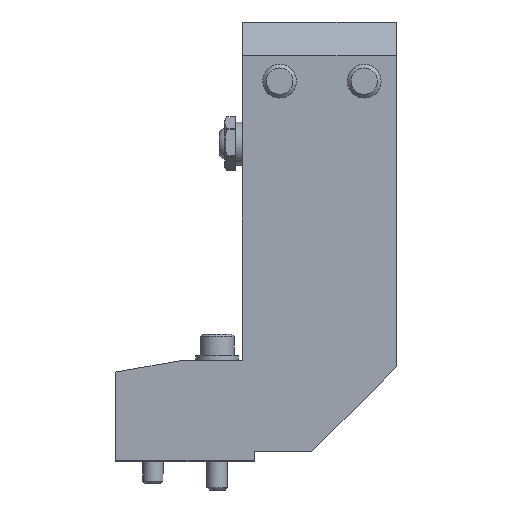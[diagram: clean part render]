
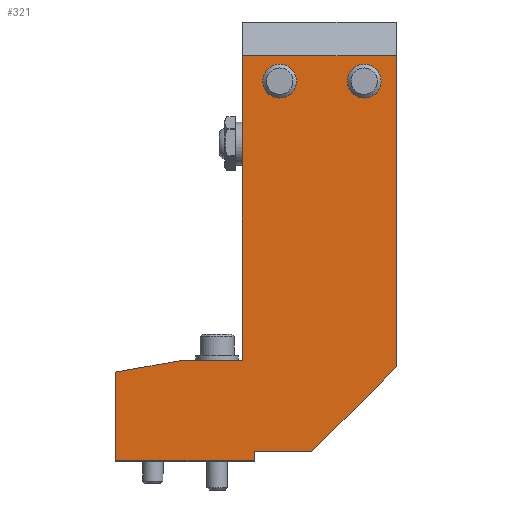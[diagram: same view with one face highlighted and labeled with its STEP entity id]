
A CAD part, front view. The second image highlights one B-rep face of the part: STEP entity #321.
In plain terms, the highlighted planar face has unit normal (0, -1, 0).
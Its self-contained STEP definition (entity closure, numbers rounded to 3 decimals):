
#133=FACE_BOUND('',#1084,.T.);
#134=FACE_BOUND('',#1085,.T.);
#135=FACE_BOUND('',#1086,.T.);
#321=ADVANCED_FACE('',(#133,#134,#135),#607,.T.);
#607=PLANE('',#5485);
#1084=EDGE_LOOP('',(#2647));
#1085=EDGE_LOOP('',(#2648));
#1086=EDGE_LOOP('',(#2649,#2650,#2651,#2652,#2653,#2654,#2655,#2656,#2657,
#2658));
#1453=LINE('',#7647,#2004);
#1454=LINE('',#7650,#2005);
#1455=LINE('',#7652,#2006);
#1456=LINE('',#7654,#2007);
#1457=LINE('',#7656,#2008);
#1458=LINE('',#7658,#2009);
#1459=LINE('',#7660,#2010);
#1460=LINE('',#7662,#2011);
#1461=LINE('',#7664,#2012);
#1462=LINE('',#7666,#2013);
#2004=VECTOR('',#6149,1.);
#2005=VECTOR('',#6150,1.);
#2006=VECTOR('',#6151,1.);
#2007=VECTOR('',#6152,1.);
#2008=VECTOR('',#6153,1.);
#2009=VECTOR('',#6154,1.);
#2010=VECTOR('',#6155,1.);
#2011=VECTOR('',#6156,1.);
#2012=VECTOR('',#6157,1.);
#2013=VECTOR('',#6158,1.);
#2647=ORIENTED_EDGE('',*,*,#4649,.F.);
#2648=ORIENTED_EDGE('',*,*,#4650,.F.);
#2649=ORIENTED_EDGE('',*,*,#4651,.T.);
#2650=ORIENTED_EDGE('',*,*,#4652,.T.);
#2651=ORIENTED_EDGE('',*,*,#4653,.T.);
#2652=ORIENTED_EDGE('',*,*,#4654,.T.);
#2653=ORIENTED_EDGE('',*,*,#4655,.T.);
#2654=ORIENTED_EDGE('',*,*,#4656,.T.);
#2655=ORIENTED_EDGE('',*,*,#4657,.T.);
#2656=ORIENTED_EDGE('',*,*,#4658,.T.);
#2657=ORIENTED_EDGE('',*,*,#4659,.T.);
#2658=ORIENTED_EDGE('',*,*,#4660,.T.);
#4109=VERTEX_POINT('',#7644);
#4110=VERTEX_POINT('',#7646);
#4111=VERTEX_POINT('',#7648);
#4112=VERTEX_POINT('',#7649);
#4113=VERTEX_POINT('',#7651);
#4114=VERTEX_POINT('',#7653);
#4115=VERTEX_POINT('',#7655);
#4116=VERTEX_POINT('',#7657);
#4117=VERTEX_POINT('',#7659);
#4118=VERTEX_POINT('',#7661);
#4119=VERTEX_POINT('',#7663);
#4120=VERTEX_POINT('',#7665);
#4649=EDGE_CURVE('',#4109,#4109,#5280,.T.);
#4650=EDGE_CURVE('',#4110,#4110,#5281,.T.);
#4651=EDGE_CURVE('',#4111,#4112,#1453,.T.);
#4652=EDGE_CURVE('',#4112,#4113,#1454,.T.);
#4653=EDGE_CURVE('',#4113,#4114,#1455,.T.);
#4654=EDGE_CURVE('',#4114,#4115,#1456,.T.);
#4655=EDGE_CURVE('',#4115,#4116,#1457,.T.);
#4656=EDGE_CURVE('',#4116,#4117,#1458,.T.);
#4657=EDGE_CURVE('',#4117,#4118,#1459,.T.);
#4658=EDGE_CURVE('',#4118,#4119,#1460,.T.);
#4659=EDGE_CURVE('',#4119,#4120,#1461,.T.);
#4660=EDGE_CURVE('',#4120,#4111,#1462,.T.);
#5280=CIRCLE('',#5483,5.);
#5281=CIRCLE('',#5484,5.);
#5483=AXIS2_PLACEMENT_3D('',#7643,#6145,#6146);
#5484=AXIS2_PLACEMENT_3D('',#7645,#6147,#6148);
#5485=AXIS2_PLACEMENT_3D('',#7667,#6159,#6160);
#6145=DIRECTION('',(0.,-1.,0.));
#6146=DIRECTION('',(0.,0.,-1.));
#6147=DIRECTION('',(0.,-1.,0.));
#6148=DIRECTION('',(0.,0.,-1.));
#6149=DIRECTION('',(-1.,0.,0.));
#6150=DIRECTION('',(-0.985,0.,-0.174));
#6151=DIRECTION('',(0.,0.,-1.));
#6152=DIRECTION('',(1.,0.,0.));
#6153=DIRECTION('',(0.,0.,1.));
#6154=DIRECTION('',(1.,0.,0.));
#6155=DIRECTION('',(0.707,0.,0.707));
#6156=DIRECTION('',(0.,0.,1.));
#6157=DIRECTION('',(-1.,0.,0.));
#6158=DIRECTION('',(0.,0.,-1.));
#6159=DIRECTION('',(0.,-1.,0.));
#6160=DIRECTION('',(0.,0.,1.));
#7643=CARTESIAN_POINT('',(53.,-25.,137.15));
#7644=CARTESIAN_POINT('',(53.,-25.,132.15));
#7645=CARTESIAN_POINT('',(28.,-25.,137.15));
#7646=CARTESIAN_POINT('',(28.,-25.,132.15));
#7647=CARTESIAN_POINT('',(17.,-25.,54.65));
#7648=CARTESIAN_POINT('',(17.,-25.,54.65));
#7649=CARTESIAN_POINT('',(-0.5,-25.,54.65));
#7650=CARTESIAN_POINT('',(-25.027,-25.,50.325));
#7651=CARTESIAN_POINT('',(-20.5,-25.,51.123));
#7652=CARTESIAN_POINT('',(-20.5,-25.,54.65));
#7653=CARTESIAN_POINT('',(-20.5,-25.,24.95));
#7654=CARTESIAN_POINT('',(-20.5,-25.,24.95));
#7655=CARTESIAN_POINT('',(20.5,-25.,24.95));
#7656=CARTESIAN_POINT('',(20.5,-25.,24.65));
#7657=CARTESIAN_POINT('',(20.5,-25.,27.65));
#7658=CARTESIAN_POINT('',(20.5,-25.,27.65));
#7659=CARTESIAN_POINT('',(37.5,-25.,27.65));
#7660=CARTESIAN_POINT('',(7.,-25.,-2.85));
#7661=CARTESIAN_POINT('',(62.5,-25.,52.65));
#7662=CARTESIAN_POINT('',(62.5,-25.,27.65));
#7663=CARTESIAN_POINT('',(62.5,-25.,144.65));
#7664=CARTESIAN_POINT('',(-20.5,-25.,144.65));
#7665=CARTESIAN_POINT('',(17.,-25.,144.65));
#7666=CARTESIAN_POINT('',(17.,-25.,154.65));
#7667=CARTESIAN_POINT('',(-20.5,-25.,24.65));
